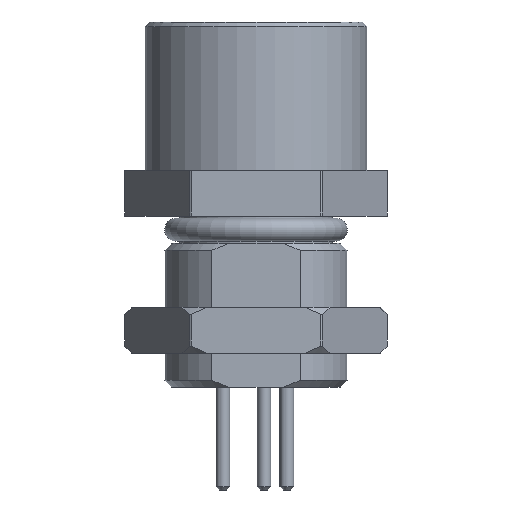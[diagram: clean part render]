
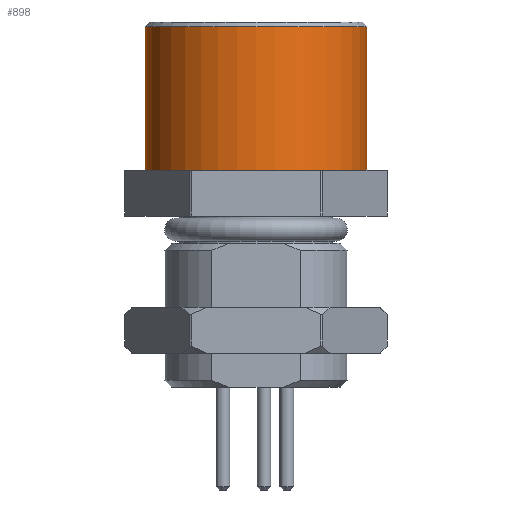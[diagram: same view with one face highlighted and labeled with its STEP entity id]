
A CAD part, front view. The second image highlights one B-rep face of the part: STEP entity #898.
In plain terms, the highlighted cylindrical face has radius 4.85 mm (diameter 9.7 mm), a full revolution.
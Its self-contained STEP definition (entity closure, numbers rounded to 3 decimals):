
#752=FACE_BOUND('',#1278,.T.);
#753=FACE_BOUND('',#1279,.T.);
#898=ADVANCED_FACE('',(#752,#753),#1074,.T.);
#1074=CYLINDRICAL_SURFACE('',#3395,4.85);
#1278=EDGE_LOOP('',(#1874));
#1279=EDGE_LOOP('',(#1875));
#1874=ORIENTED_EDGE('',*,*,#2859,.T.);
#1875=ORIENTED_EDGE('',*,*,#2858,.F.);
#2583=VERTEX_POINT('',#4670);
#2584=VERTEX_POINT('',#4673);
#2858=EDGE_CURVE('',#2583,#2583,#3203,.T.);
#2859=EDGE_CURVE('',#2584,#2584,#3204,.T.);
#3203=CIRCLE('',#3392,4.85);
#3204=CIRCLE('',#3394,4.85);
#3392=AXIS2_PLACEMENT_3D('',#4669,#3815,#3816);
#3394=AXIS2_PLACEMENT_3D('',#4672,#3819,#3820);
#3395=AXIS2_PLACEMENT_3D('',#4674,#3821,#3822);
#3815=DIRECTION('',(0.,0.,-1.));
#3816=DIRECTION('',(0.,1.,0.));
#3819=DIRECTION('',(0.,0.,-1.));
#3820=DIRECTION('',(0.,1.,0.));
#3821=DIRECTION('',(0.,0.,1.));
#3822=DIRECTION('',(0.,1.,0.));
#4669=CARTESIAN_POINT('',(-110.,150.,-13.2));
#4670=CARTESIAN_POINT('',(-110.,154.85,-13.2));
#4672=CARTESIAN_POINT('',(-110.,150.,-6.9));
#4673=CARTESIAN_POINT('',(-110.,154.85,-6.9));
#4674=CARTESIAN_POINT('',(-110.,150.,-13.3));
